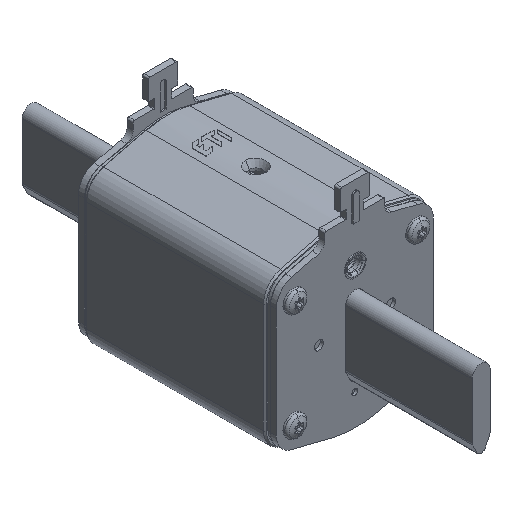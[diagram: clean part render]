
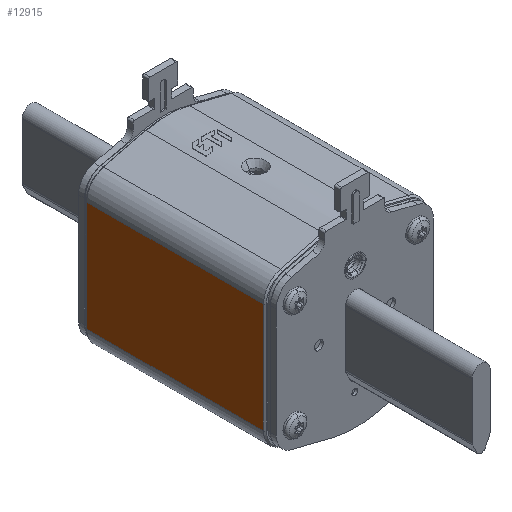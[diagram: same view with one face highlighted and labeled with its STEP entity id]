
A CAD part, isometric view. The second image highlights one B-rep face of the part: STEP entity #12915.
In plain terms, the highlighted planar face has unit normal (-1, 0, 0).
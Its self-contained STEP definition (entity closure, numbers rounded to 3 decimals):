
#1448=DIRECTION('',(0.,0.,1.));
#1449=VECTOR('',#1448,36.7);
#1450=CARTESIAN_POINT('',(-27.,-0.5,-18.35));
#1451=LINE('',#1450,#1449);
#1456=DIRECTION('',(0.,1.,0.));
#1457=VECTOR('',#1456,59.);
#1458=CARTESIAN_POINT('',(-27.,-59.5,18.35));
#1459=LINE('',#1458,#1457);
#1753=DIRECTION('',(0.,-1.,0.));
#1754=VECTOR('',#1753,59.);
#1755=CARTESIAN_POINT('',(-27.,-0.5,-18.35));
#1756=LINE('',#1755,#1754);
#1895=DIRECTION('',(0.,0.,1.));
#1896=VECTOR('',#1895,36.7);
#1897=CARTESIAN_POINT('',(-27.,-59.5,-18.35));
#1898=LINE('',#1897,#1896);
#9392=CARTESIAN_POINT('',(-27.,-0.5,18.35));
#9393=VERTEX_POINT('',#9392);
#9412=CARTESIAN_POINT('',(-27.,-0.5,-18.35));
#9413=VERTEX_POINT('',#9412);
#9414=CARTESIAN_POINT('',(-27.,-59.5,18.35));
#9415=VERTEX_POINT('',#9414);
#9416=CARTESIAN_POINT('',(-27.,-59.5,-18.35));
#9417=VERTEX_POINT('',#9416);
#12901=CARTESIAN_POINT('',(-27.,0.,-18.35));
#12902=DIRECTION('',(-1.,0.,0.));
#12903=DIRECTION('',(0.,0.,1.));
#12904=AXIS2_PLACEMENT_3D('',#12901,#12902,#12903);
#12905=PLANE('',#12904);
#12906=ORIENTED_EDGE('',*,*,#12895,.T.);
#12908=ORIENTED_EDGE('',*,*,#12907,.F.);
#12910=ORIENTED_EDGE('',*,*,#12909,.F.);
#12912=ORIENTED_EDGE('',*,*,#12911,.F.);
#12913=EDGE_LOOP('',(#12906,#12908,#12910,#12912));
#12914=FACE_OUTER_BOUND('',#12913,.F.);
#12895=EDGE_CURVE('',#9413,#9393,#1451,.T.);
#12907=EDGE_CURVE('',#9415,#9393,#1459,.T.);
#12909=EDGE_CURVE('',#9417,#9415,#1898,.T.);
#12911=EDGE_CURVE('',#9413,#9417,#1756,.T.);
#12915=ADVANCED_FACE('',(#12914),#12905,.T.);
